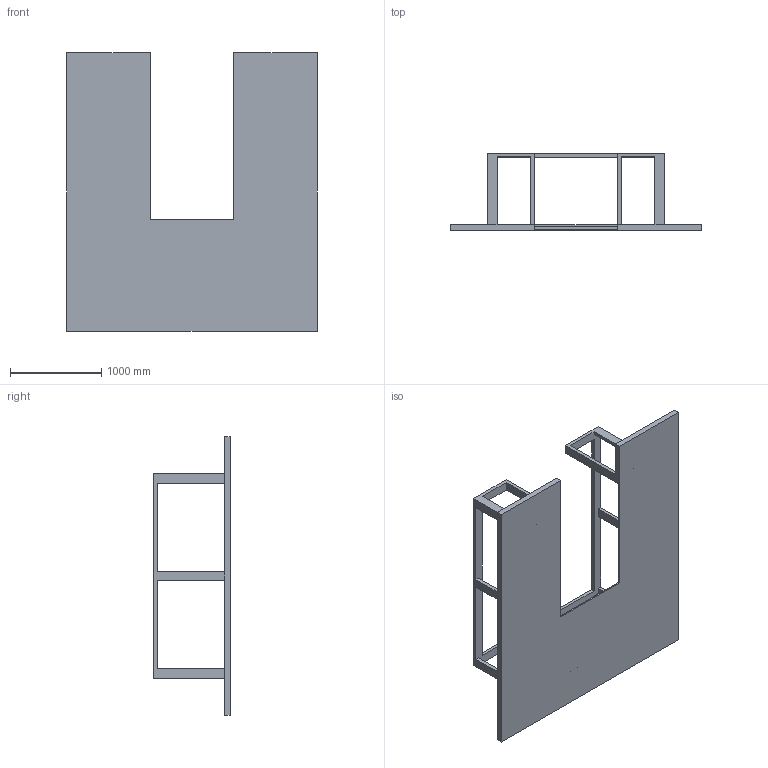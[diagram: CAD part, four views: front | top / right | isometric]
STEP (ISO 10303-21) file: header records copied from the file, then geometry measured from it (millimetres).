
FILE_DESCRIPTION((''),'2;1');
FILE_NAME('TABLE_U_SHAPED_ASM','2021-10-22T',('User'),(''),'CREO PARAMETRIC BY PTC INC, 2014350','CREO PARAMETRIC BY PTC INC, 2014350','');
FILE_SCHEMA(('AUTOMOTIVE_DESIGN { 1 0 10303 214 1 1 1 1 }'));
Length unit declared in the file: inch
Products named in the file (3): METAL_STRUCTURE-U; TABLE_TOP_U; TABLE_U_SHAPED_ASM
Assembly tree (2 placements, depth 2):
  TABLE_U_SHAPED_ASM
    METAL_STRUCTURE-U
    TABLE_TOP_U
Bounding box: 2743.2 x 838.2 x 3048 mm (x, y, z)
Volume: 347831820.5 mm3; surface area: 20292862.6 mm2
Topology: 2 solids, 2 shells, 59 faces, 186 edges, 124 vertices
Faces by surface type: plane 59
Entity records: 2259 total; most frequent: CARTESIAN_POINT 381, ORIENTED_EDGE 372, DIRECTION 314, VECTOR 186, LINE 186, EDGE_CURVE 186, VERTEX_POINT 124, EDGE_LOOP 66
